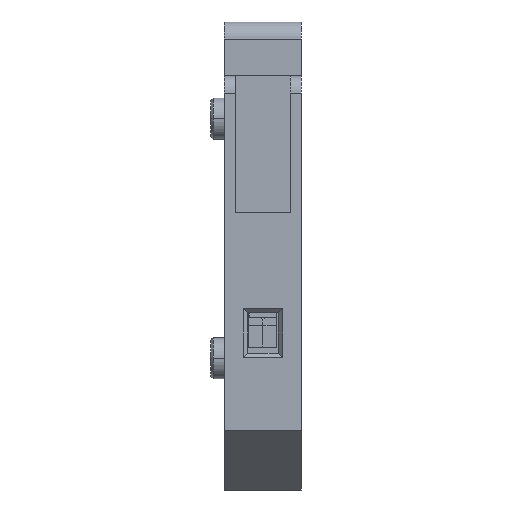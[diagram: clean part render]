
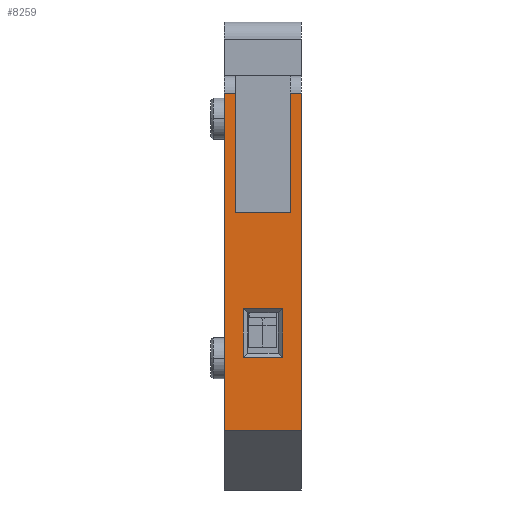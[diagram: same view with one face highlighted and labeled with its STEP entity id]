
A CAD part, front view. The second image highlights one B-rep face of the part: STEP entity #8259.
In plain terms, the highlighted planar face has unit normal (0, -1, 0).
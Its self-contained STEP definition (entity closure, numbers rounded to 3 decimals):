
#187=DIRECTION('',(0.,0.,1.));
#188=VECTOR('',#187,39.4);
#189=CARTESIAN_POINT('',(0.,-67.85,2.));
#190=LINE('',#189,#188);
#1005=DIRECTION('',(1.,0.,0.));
#1006=VECTOR('',#1005,9.01);
#1007=CARTESIAN_POINT('',(0.,-67.85,2.));
#1008=LINE('',#1007,#1006);
#1012=DIRECTION('',(0.,0.,1.));
#1013=VECTOR('',#1012,14.);
#1014=CARTESIAN_POINT('',(1.3,-67.85,27.4));
#1015=LINE('',#1014,#1013);
#1049=DIRECTION('',(-1.,0.,0.));
#1050=VECTOR('',#1049,6.41);
#1051=CARTESIAN_POINT('',(7.71,-67.85,27.4));
#1052=LINE('',#1051,#1050);
#1813=DIRECTION('',(0.,0.,-1.));
#1814=VECTOR('',#1813,14.);
#1815=CARTESIAN_POINT('',(7.71,-67.85,41.4));
#1816=LINE('',#1815,#1814);
#1820=DIRECTION('',(-1.,0.,0.));
#1821=VECTOR('',#1820,1.3);
#1822=CARTESIAN_POINT('',(9.01,-67.85,41.4));
#1823=LINE('',#1822,#1821);
#1927=DIRECTION('',(0.,0.,-1.));
#1928=VECTOR('',#1927,39.4);
#1929=CARTESIAN_POINT('',(9.01,-67.85,41.4));
#1930=LINE('',#1929,#1928);
#2165=DIRECTION('',(1.,0.,0.));
#2166=VECTOR('',#2165,1.3);
#2167=CARTESIAN_POINT('',(0.,-67.85,41.4));
#2168=LINE('',#2167,#2166);
#2194=DIRECTION('',(-1.,0.,0.));
#2195=VECTOR('',#2194,4.61);
#2196=CARTESIAN_POINT('',(6.81,-67.85,10.5));
#2197=LINE('',#2196,#2195);
#2299=DIRECTION('',(1.,0.,0.));
#2300=VECTOR('',#2299,4.61);
#2301=CARTESIAN_POINT('',(2.2,-67.85,16.2));
#2302=LINE('',#2301,#2300);
#2327=DIRECTION('',(0.,0.,1.));
#2328=VECTOR('',#2327,5.7);
#2329=CARTESIAN_POINT('',(6.81,-67.85,10.5));
#2330=LINE('',#2329,#2328);
#2999=DIRECTION('',(0.,0.,1.));
#3000=VECTOR('',#2999,5.7);
#3001=CARTESIAN_POINT('',(2.2,-67.85,10.5));
#3002=LINE('',#3001,#3000);
#6517=CARTESIAN_POINT('',(0.,-67.85,2.));
#6518=VERTEX_POINT('',#6517);
#6523=CARTESIAN_POINT('',(1.3,-67.85,41.4));
#6524=VERTEX_POINT('',#6523);
#6525=CARTESIAN_POINT('',(0.,-67.85,41.4));
#6526=VERTEX_POINT('',#6525);
#6535=CARTESIAN_POINT('',(1.3,-67.85,27.4));
#6537=VERTEX_POINT('',#6535);
#6587=CARTESIAN_POINT('',(2.2,-67.85,10.5));
#6588=CARTESIAN_POINT('',(2.2,-67.85,16.2));
#6589=VERTEX_POINT('',#6587);
#6590=VERTEX_POINT('',#6588);
#6727=CARTESIAN_POINT('',(9.01,-67.85,2.));
#6729=VERTEX_POINT('',#6727);
#6751=CARTESIAN_POINT('',(9.01,-67.85,41.4));
#6752=CARTESIAN_POINT('',(7.71,-67.85,41.4));
#6753=VERTEX_POINT('',#6751);
#6754=VERTEX_POINT('',#6752);
#6775=CARTESIAN_POINT('',(6.81,-67.85,10.5));
#6776=CARTESIAN_POINT('',(6.81,-67.85,16.2));
#6777=VERTEX_POINT('',#6775);
#6778=VERTEX_POINT('',#6776);
#6935=CARTESIAN_POINT('',(7.71,-67.85,27.4));
#6937=VERTEX_POINT('',#6935);
#8228=CARTESIAN_POINT('',(4.5,-67.85,2.));
#8229=DIRECTION('',(0.,-1.,0.));
#8230=DIRECTION('',(0.,0.,1.));
#8231=AXIS2_PLACEMENT_3D('',#8228,#8229,#8230);
#8232=PLANE('',#8231);
#8234=ORIENTED_EDGE('',*,*,#8233,.F.);
#8236=ORIENTED_EDGE('',*,*,#8235,.F.);
#8238=ORIENTED_EDGE('',*,*,#8237,.F.);
#8240=ORIENTED_EDGE('',*,*,#8239,.T.);
#8241=ORIENTED_EDGE('',*,*,#8219,.F.);
#8242=ORIENTED_EDGE('',*,*,#7558,.T.);
#8244=ORIENTED_EDGE('',*,*,#8243,.T.);
#8246=ORIENTED_EDGE('',*,*,#8245,.F.);
#8247=EDGE_LOOP('',(#8234,#8236,#8238,#8240,#8241,#8242,#8244,#8246));
#8248=FACE_OUTER_BOUND('',#8247,.F.);
#8250=ORIENTED_EDGE('',*,*,#8249,.F.);
#8252=ORIENTED_EDGE('',*,*,#8251,.T.);
#8254=ORIENTED_EDGE('',*,*,#8253,.F.);
#8256=ORIENTED_EDGE('',*,*,#8255,.F.);
#8257=EDGE_LOOP('',(#8250,#8252,#8254,#8256));
#8258=FACE_BOUND('',#8257,.F.);
#7558=EDGE_CURVE('',#6518,#6526,#190,.T.);
#8219=EDGE_CURVE('',#6518,#6729,#1008,.T.);
#8233=EDGE_CURVE('',#6937,#6537,#1052,.T.);
#8235=EDGE_CURVE('',#6754,#6937,#1816,.T.);
#8237=EDGE_CURVE('',#6753,#6754,#1823,.T.);
#8239=EDGE_CURVE('',#6753,#6729,#1930,.T.);
#8243=EDGE_CURVE('',#6526,#6524,#2168,.T.);
#8245=EDGE_CURVE('',#6537,#6524,#1015,.T.);
#8249=EDGE_CURVE('',#6777,#6589,#2197,.T.);
#8251=EDGE_CURVE('',#6777,#6778,#2330,.T.);
#8253=EDGE_CURVE('',#6590,#6778,#2302,.T.);
#8255=EDGE_CURVE('',#6589,#6590,#3002,.T.);
#8259=ADVANCED_FACE('',(#8248,#8258),#8232,.T.);
